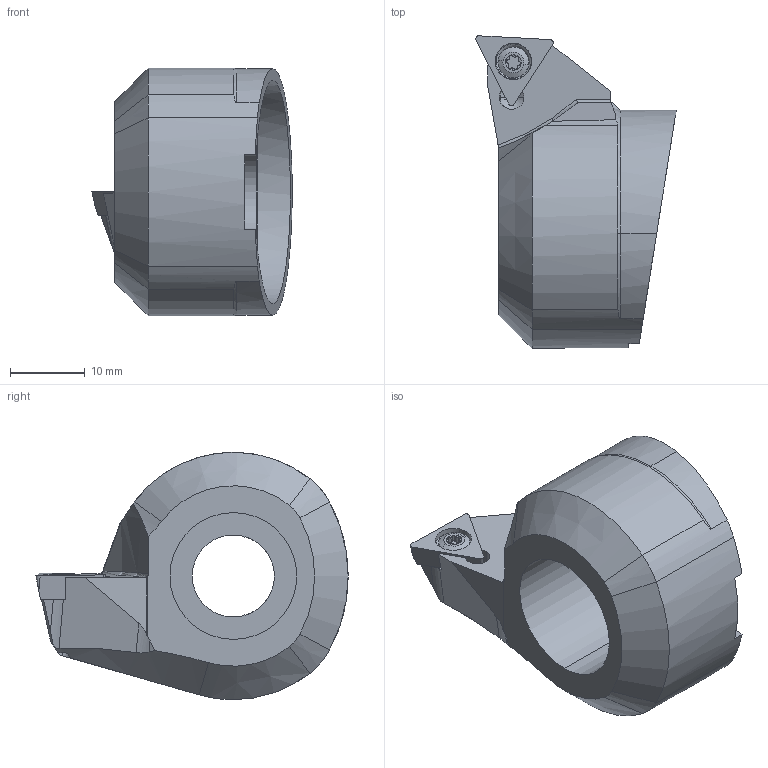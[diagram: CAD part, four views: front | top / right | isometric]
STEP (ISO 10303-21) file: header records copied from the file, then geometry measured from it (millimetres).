
FILE_DESCRIPTION (( 'STEP AP203' ), '1' );
FILE_NAME ('256.551.T11.STEP', '2024-08-23T08:55:48', ( '' ), ( '' ), 'SwSTEP 2.0', 'SolidWorks 2022', '' );
FILE_SCHEMA (( 'CONFIG_CONTROL_DESIGN' ));
Length unit declared in the file: millimetre
Products named in the file (4): F55-WTI.001.022_A_fertigbearbeitet; WCA-ER2.001.007_A; 256.551.T11; TPGH110304
Assembly tree (3 placements, depth 2):
  256.551.T11
    F55-WTI.001.022_A_fertigbearbeitet
    TPGH110304
    WCA-ER2.001.007_A
Bounding box: 26.89 x 41.9 x 33.2 mm (x, y, z)
Volume: 13082.2 mm3; surface area: 5369.1 mm2
Topology: 3 solids, 3 shells, 120 faces, 317 edges, 198 vertices
Faces by surface type: cylinder 49, plane 33, cone 20, torus 15, sphere 2, bspline 1
Entity records: 4246 total; most frequent: CARTESIAN_POINT 960, ORIENTED_EDGE 624, DIRECTION 602, EDGE_CURVE 312, AXIS2_PLACEMENT_3D 237, VERTEX_POINT 198, LINE 128, VECTOR 128
